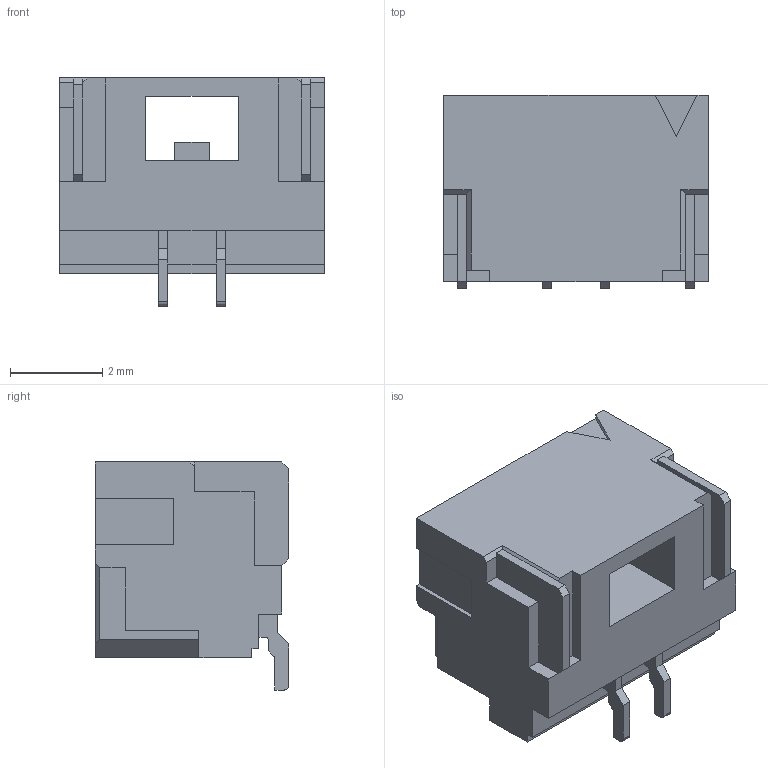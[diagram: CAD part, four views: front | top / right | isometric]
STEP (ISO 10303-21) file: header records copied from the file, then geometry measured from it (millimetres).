
FILE_DESCRIPTION (( 'STEP AP214' ), '1' );
FILE_NAME ('BM02B-GHS-TBT(LF)(SN).STEP', '2023-11-17T09:09:04', ( '' ), ( '' ), 'SwSTEP 2.0', 'SolidWorks 2021', '' );
FILE_SCHEMA (( 'AUTOMOTIVE_DESIGN' ));
Length unit declared in the file: millimetre
Products named in the file (2): BMxxB-GHS-TBT_02; BM02B-GHS-TBT(LF)(SN)
Assembly tree (1 placements, depth 2):
  BM02B-GHS-TBT(LF)(SN)
    BMxxB-GHS-TBT_02
Bounding box: 5.75 x 4.2 x 4.95 mm (x, y, z)
Volume: 64.7 mm3; surface area: 217.8 mm2
Topology: 10 solids, 10 shells, 202 faces, 531 edges, 350 vertices
Faces by surface type: plane 196, cylinder 6
Entity records: 6242 total; most frequent: CARTESIAN_POINT 1087, ORIENTED_EDGE 1062, DIRECTION 955, EDGE_CURVE 531, VECTOR 519, LINE 519, VERTEX_POINT 350, AXIS2_PLACEMENT_3D 218
